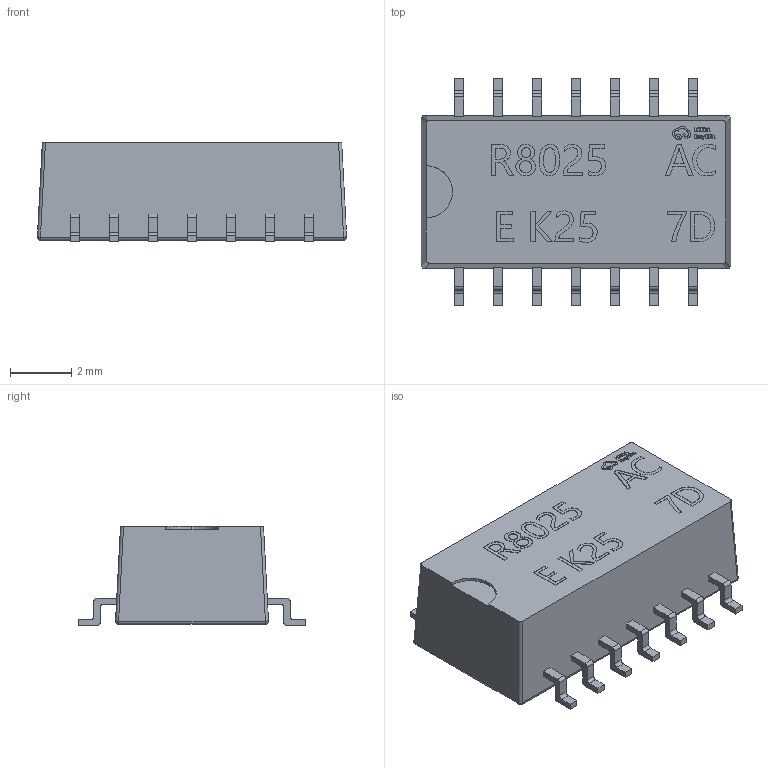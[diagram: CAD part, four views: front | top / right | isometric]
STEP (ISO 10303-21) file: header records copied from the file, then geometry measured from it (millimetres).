
FILE_DESCRIPTION (( 'STEP AP214' ), '1' );
FILE_NAME ('SOIC-14_L10.1-W5.0-P1.27-LS7.4-BL.step', '2022-07-26T09:07:39', ( '' ), ( '' ), 'SwSTEP 2.0', 'SolidWorks 2020', '' );
FILE_SCHEMA (( 'AUTOMOTIVE_DESIGN' ));
Length unit declared in the file: millimetre
Products named in the file (1): SOIC-14_L10.1-W5.0-P1.27-LS7.4-BL
Bounding box: 10.09 x 7.4 x 3.25 mm (x, y, z)
Volume: 155 mm3; surface area: 216.3 mm2
Topology: 14 solids, 14 shells, 675 faces, 1817 edges, 1206 vertices
Faces by surface type: plane 416, bspline 190, cylinder 65, sphere 4
Entity records: 29436 total; most frequent: CARTESIAN_POINT 10711, ORIENTED_EDGE 3618, DIRECTION 2517, EDGE_CURVE 1809, LINE 1293, VECTOR 1293, VERTEX_POINT 1202, EDGE_LOOP 727
